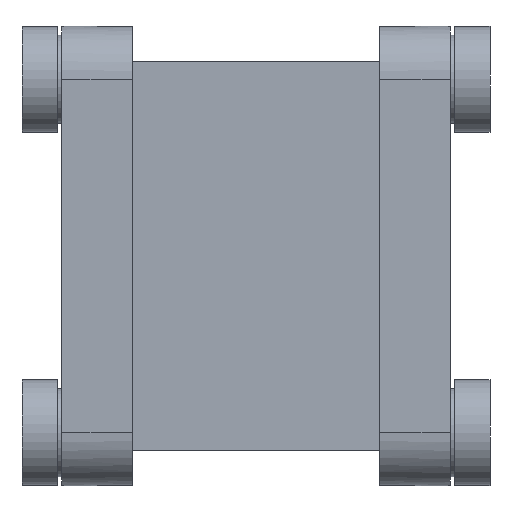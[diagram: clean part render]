
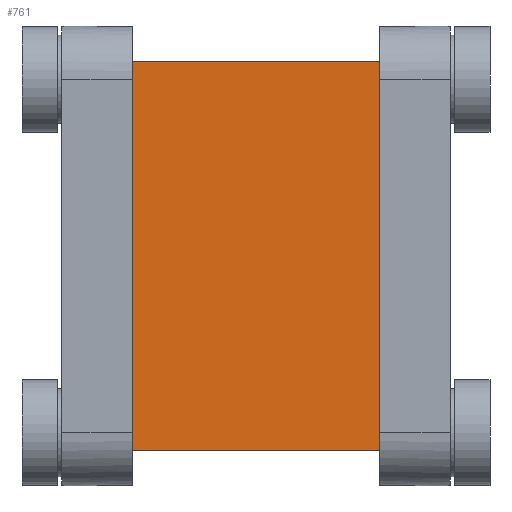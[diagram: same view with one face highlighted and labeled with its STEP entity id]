
A CAD part, front view. The second image highlights one B-rep face of the part: STEP entity #761.
In plain terms, the highlighted planar face has unit normal (0, -1, 0).
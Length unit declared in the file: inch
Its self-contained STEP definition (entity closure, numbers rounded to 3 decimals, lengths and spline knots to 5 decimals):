
#79=FACE_OUTER_BOUND('',#133,.T.);
#133=EDGE_LOOP('',(#659,#660,#661,#662));
#167=LINE('',#1204,#235);
#196=LINE('',#1303,#264);
#197=LINE('',#1305,#265);
#198=LINE('',#1306,#266);
#235=VECTOR('',#977,0.3937);
#264=VECTOR('',#1082,0.3937);
#265=VECTOR('',#1085,0.3937);
#266=VECTOR('',#1086,0.3937);
#341=VERTEX_POINT('',#1200);
#342=VERTEX_POINT('',#1202);
#373=VERTEX_POINT('',#1299);
#374=VERTEX_POINT('',#1301);
#425=EDGE_CURVE('',#341,#342,#167,.T.);
#472=EDGE_CURVE('',#373,#374,#196,.T.);
#473=EDGE_CURVE('',#342,#373,#197,.T.);
#474=EDGE_CURVE('',#374,#341,#198,.T.);
#659=ORIENTED_EDGE('',*,*,#473,.T.);
#660=ORIENTED_EDGE('',*,*,#472,.T.);
#661=ORIENTED_EDGE('',*,*,#474,.T.);
#662=ORIENTED_EDGE('',*,*,#425,.T.);
#715=PLANE('',#865);
#761=ADVANCED_FACE('',(#79),#715,.T.);
#865=AXIS2_PLACEMENT_3D('',#1304,#1083,#1084);
#977=DIRECTION('',(0.,0.,-1.));
#1082=DIRECTION('',(0.,0.,1.));
#1083=DIRECTION('center_axis',(0.,-1.,0.));
#1084=DIRECTION('ref_axis',(0.,0.,-1.));
#1085=DIRECTION('',(1.,0.,0.));
#1086=DIRECTION('',(-1.,0.,0.));
#1200=CARTESIAN_POINT('',(-7.,-1.,11.));
#1202=CARTESIAN_POINT('',(-7.,-1.,-11.));
#1204=CARTESIAN_POINT('',(-7.,-1.,-11.));
#1299=CARTESIAN_POINT('',(7.,-1.,-11.));
#1301=CARTESIAN_POINT('',(7.,-1.,11.));
#1303=CARTESIAN_POINT('',(7.,-1.,11.));
#1304=CARTESIAN_POINT('Origin',(0.,-1.,0.));
#1305=CARTESIAN_POINT('',(7.,-1.,-11.));
#1306=CARTESIAN_POINT('',(-7.,-1.,11.));
